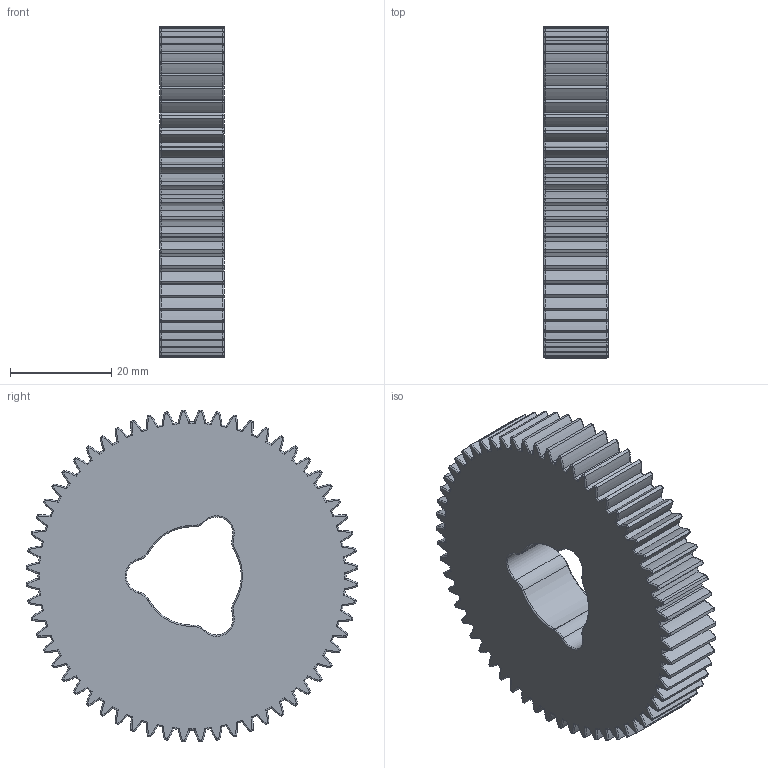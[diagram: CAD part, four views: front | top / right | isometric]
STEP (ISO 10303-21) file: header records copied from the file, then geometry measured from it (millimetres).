
FILE_DESCRIPTION (( 'STEP AP214' ), '1' );
FILE_NAME ('60T BallGear.STEP', '2024-01-27T01:08:36', ( '' ), ( '' ), 'SwSTEP 2.0', 'SolidWorks 2024', '' );
FILE_SCHEMA (( 'AUTOMOTIVE_DESIGN' ));
Length unit declared in the file: inch
Products named in the file (1): 60T BallGear
Bounding box: 12.7 x 65.56 x 65.56 mm (x, y, z)
Volume: 35283.7 mm3; surface area: 11455.7 mm2
Topology: 1 solids, 1 shells, 782 faces, 1828 edges, 1048 vertices
Faces by surface type: torus 520, cylinder 260, plane 2
Entity records: 23715 total; most frequent: CARTESIAN_POINT 6059, DIRECTION 4002, ORIENTED_EDGE 3656, AXIS2_PLACEMENT_3D 1871, EDGE_CURVE 1828, CIRCLE 1088, VERTEX_POINT 1048, EDGE_LOOP 784
